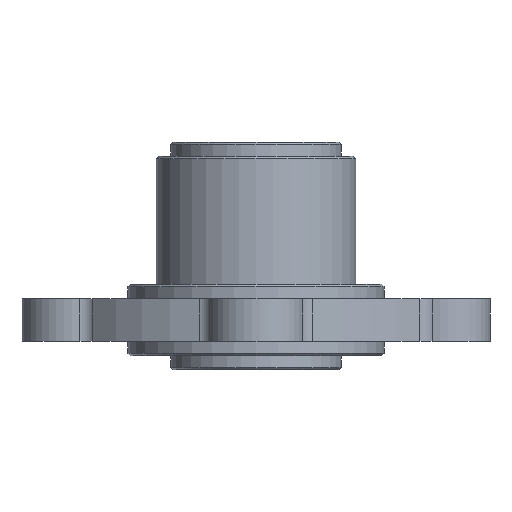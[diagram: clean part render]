
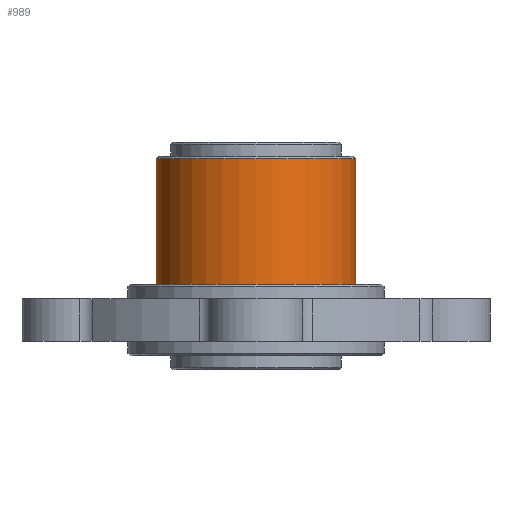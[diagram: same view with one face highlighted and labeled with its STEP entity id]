
A CAD part, left-side view. The second image highlights one B-rep face of the part: STEP entity #989.
In plain terms, the highlighted cylindrical face has radius 11.113 mm (diameter 22.225 mm), a full revolution.
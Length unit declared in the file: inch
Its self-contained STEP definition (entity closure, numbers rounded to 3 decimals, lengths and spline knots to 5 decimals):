
#37 = CARTESIAN_POINT ( 'NONE',  ( 1.59, 1.0269, 0.615 ) ) ;
#157 = CIRCLE ( 'NONE', #662, 0.4375 ) ;
#163 = DIRECTION ( 'NONE',  ( -1., 0., 0. ) ) ;
#165 = DIRECTION ( 'NONE',  ( 0., 0., -1. ) ) ;
#166 = CARTESIAN_POINT ( 'NONE',  ( 1.1525, 1.0269, 0.625 ) ) ;
#170 = CYLINDRICAL_SURFACE ( 'NONE', #1175, 0.4375 ) ;
#171 = FACE_OUTER_BOUND ( 'NONE', #560, .T. ) ;
#172 = FACE_OUTER_BOUND ( 'NONE', #1360, .T. ) ;
#535 = DIRECTION ( 'NONE',  ( 1., 0., 0. ) ) ;
#537 = DIRECTION ( 'NONE',  ( 0., 0., -1. ) ) ;
#538 = CARTESIAN_POINT ( 'NONE',  ( 1.1525, 1.0269, 0.615 ) ) ;
#560 = EDGE_LOOP ( 'NONE', ( #902 ) ) ;
#563 = EDGE_CURVE ( 'NONE', #579, #579, #1394, .T. ) ;
#579 = VERTEX_POINT ( 'NONE', #37 ) ;
#582 = DIRECTION ( 'NONE',  ( 1., 0., 0. ) ) ;
#637 = CARTESIAN_POINT ( 'NONE',  ( 1.1525, 1.0269, 0.0625 ) ) ;
#662 = AXIS2_PLACEMENT_3D ( 'NONE', #637, #1434, #582 ) ;
#742 = AXIS2_PLACEMENT_3D ( 'NONE', #538, #537, #535 ) ;
#902 = ORIENTED_EDGE ( 'NONE', *, *, #1371, .T. ) ;
#989 = ADVANCED_FACE ( 'NONE', ( #172, #171 ), #170, .T. ) ;
#1175 = AXIS2_PLACEMENT_3D ( 'NONE', #166, #165, #163 ) ;
#1245 = ORIENTED_EDGE ( 'NONE', *, *, #563, .T. ) ;
#1329 = CARTESIAN_POINT ( 'NONE',  ( 1.59, 1.0269, 0.0625 ) ) ;
#1345 = VERTEX_POINT ( 'NONE', #1329 ) ;
#1360 = EDGE_LOOP ( 'NONE', ( #1245 ) ) ;
#1371 = EDGE_CURVE ( 'NONE', #1345, #1345, #157, .T. ) ;
#1394 = CIRCLE ( 'NONE', #742, 0.4375 ) ;
#1434 = DIRECTION ( 'NONE',  ( 0., 0., 1. ) ) ;
